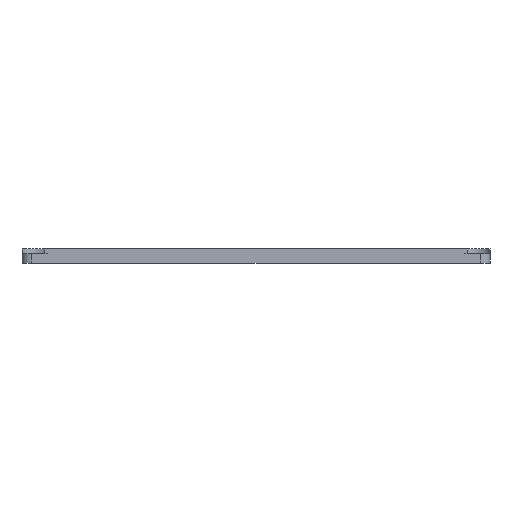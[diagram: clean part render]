
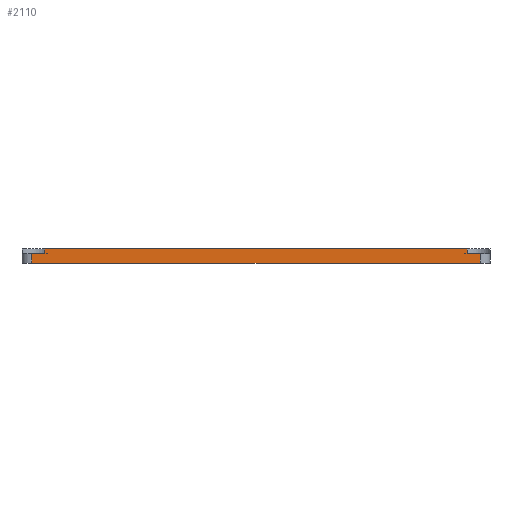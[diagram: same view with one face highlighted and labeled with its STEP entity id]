
A CAD part, front view. The second image highlights one B-rep face of the part: STEP entity #2110.
In plain terms, the highlighted planar face has unit normal (0, -1, 0).
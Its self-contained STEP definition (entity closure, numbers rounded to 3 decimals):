
#316=FACE_OUTER_BOUND('',#422,.T.);
#422=EDGE_LOOP('',(#1763,#1764,#1765,#1766,#1767,#1768,#1769,#1770));
#632=LINE('',#3433,#828);
#634=LINE('',#3442,#830);
#646=LINE('',#3492,#842);
#648=LINE('',#3502,#844);
#651=LINE('',#3512,#847);
#662=LINE('',#3537,#858);
#663=LINE('',#3539,#859);
#664=LINE('',#3540,#860);
#828=VECTOR('',#2822,10.);
#830=VECTOR('',#2832,10.);
#842=VECTOR('',#2882,10.);
#844=VECTOR('',#2892,10.);
#847=VECTOR('',#2903,10.);
#858=VECTOR('',#2928,10.);
#859=VECTOR('',#2931,10.);
#860=VECTOR('',#2932,10.);
#1025=VERTEX_POINT('',#3430);
#1026=VERTEX_POINT('',#3432);
#1029=VERTEX_POINT('',#3440);
#1047=VERTEX_POINT('',#3490);
#1048=VERTEX_POINT('',#3491);
#1052=VERTEX_POINT('',#3501);
#1055=VERTEX_POINT('',#3511);
#1062=VERTEX_POINT('',#3535);
#1305=EDGE_CURVE('',#1026,#1025,#632,.T.);
#1310=EDGE_CURVE('',#1025,#1029,#634,.T.);
#1333=EDGE_CURVE('',#1047,#1048,#646,.T.);
#1338=EDGE_CURVE('',#1052,#1047,#648,.T.);
#1343=EDGE_CURVE('',#1026,#1055,#651,.T.);
#1357=EDGE_CURVE('',#1062,#1048,#662,.T.);
#1358=EDGE_CURVE('',#1052,#1029,#663,.T.);
#1359=EDGE_CURVE('',#1062,#1055,#664,.T.);
#1763=ORIENTED_EDGE('',*,*,#1310,.T.);
#1764=ORIENTED_EDGE('',*,*,#1358,.F.);
#1765=ORIENTED_EDGE('',*,*,#1338,.T.);
#1766=ORIENTED_EDGE('',*,*,#1333,.T.);
#1767=ORIENTED_EDGE('',*,*,#1357,.F.);
#1768=ORIENTED_EDGE('',*,*,#1359,.T.);
#1769=ORIENTED_EDGE('',*,*,#1343,.F.);
#1770=ORIENTED_EDGE('',*,*,#1305,.T.);
#2009=PLANE('',#2329);
#2110=ADVANCED_FACE('',(#316),#2009,.T.);
#2329=AXIS2_PLACEMENT_3D('',#3538,#2929,#2930);
#2822=DIRECTION('',(-1.,0.,0.));
#2832=DIRECTION('',(0.,0.,1.));
#2882=DIRECTION('',(-1.,0.,0.));
#2892=DIRECTION('',(0.,0.,-1.));
#2903=DIRECTION('',(0.,0.,-1.));
#2928=DIRECTION('',(0.,0.,1.));
#2929=DIRECTION('center_axis',(0.,-1.,0.));
#2930=DIRECTION('ref_axis',(1.,0.,0.));
#2931=DIRECTION('',(1.,0.,0.));
#2932=DIRECTION('',(1.,0.,0.));
#3430=CARTESIAN_POINT('',(93.197,0.,2.));
#3432=CARTESIAN_POINT('',(96.,0.,2.));
#3433=CARTESIAN_POINT('',(47.5,0.,2.));
#3440=CARTESIAN_POINT('',(93.197,0.,3.));
#3442=CARTESIAN_POINT('',(93.197,0.,2.5));
#3490=CARTESIAN_POINT('',(4.803,0.,2.));
#3491=CARTESIAN_POINT('',(2.,0.,2.));
#3492=CARTESIAN_POINT('',(1.5,0.,2.));
#3501=CARTESIAN_POINT('',(4.803,0.,3.));
#3502=CARTESIAN_POINT('',(4.803,0.,2.5));
#3511=CARTESIAN_POINT('',(96.,0.,0.));
#3512=CARTESIAN_POINT('',(96.,0.,0.));
#3535=CARTESIAN_POINT('',(2.,0.,0.));
#3537=CARTESIAN_POINT('',(2.,0.,0.));
#3538=CARTESIAN_POINT('Origin',(0.,0.,0.));
#3539=CARTESIAN_POINT('',(0.,0.,3.));
#3540=CARTESIAN_POINT('',(0.,0.,0.));
